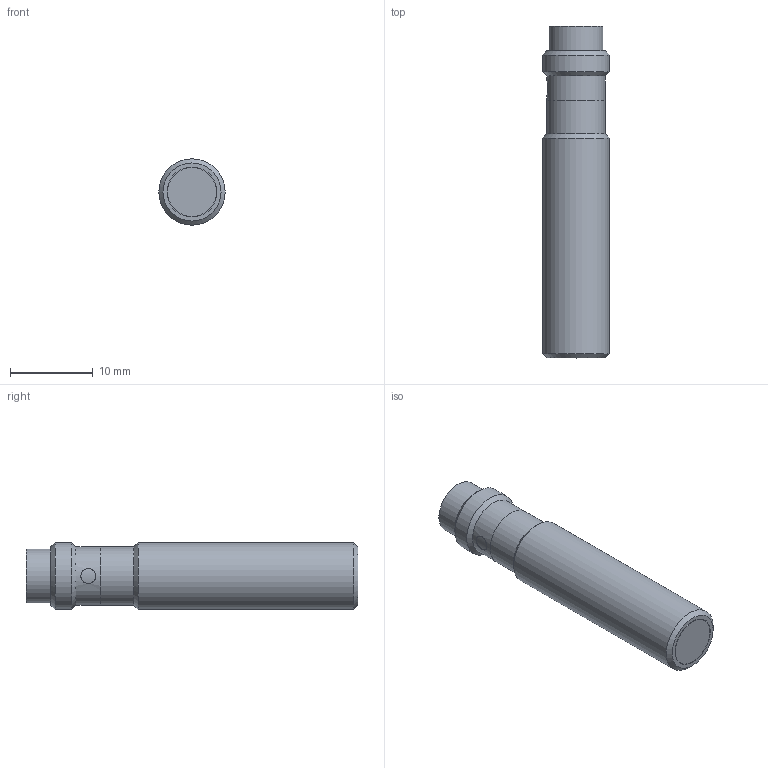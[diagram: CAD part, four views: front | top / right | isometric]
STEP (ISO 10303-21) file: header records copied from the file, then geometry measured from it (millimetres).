
FILE_DESCRIPTION(/* description */ (''),/* implementation_level */ '2;1');
FILE_NAME(/* name */ 'IA0364_Shrinkwrap_1.stp',/* time_stamp */ '2022-06-02T13:53:03+02:00',/* author */ ('Krieger Anja'),/* organization */ (''),/* preprocessor_version */ 'ST-DEVELOPER v18.1',/* originating_system */ 'Autodesk Inventor 2021',/* authorisation */ '');
FILE_SCHEMA (('AUTOMOTIVE_DESIGN { 1 0 10303 214 3 1 1 }'));
Length unit declared in the file: millimetre
Products named in the file (1): IA0364_Shrinkwrap_1
Bounding box: 8 x 40 x 8 mm (x, y, z)
Volume: 1749.8 mm3; surface area: 1305.6 mm2
Topology: 1 solids, 1 shells, 26 faces, 57 edges, 37 vertices
Faces by surface type: cylinder 13, plane 6, cone 4, sphere 3
Full cylindrical faces by diameter (mm): 1 x3, 1.8 x1, 5.6 x1, 5.9 x1, 6 x1, 6.5 x1, 7 x2, 8 x2
Entity records: 863 total; most frequent: CARTESIAN_POINT 189, DIRECTION 131, ORIENTED_EDGE 108, AXIS2_PLACEMENT_3D 57, EDGE_CURVE 54, VERTEX_POINT 37, EDGE_LOOP 33, CIRCLE 30
